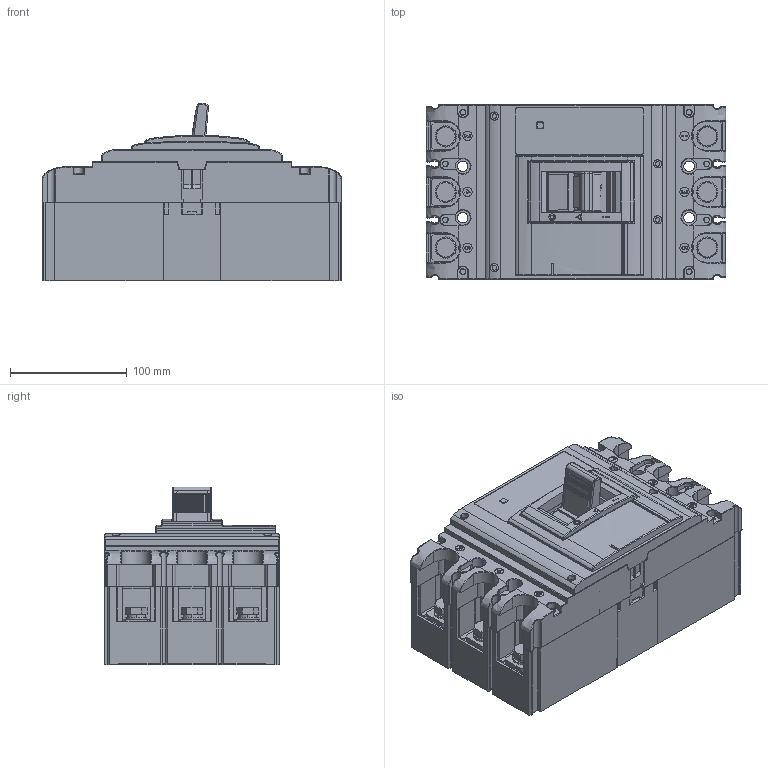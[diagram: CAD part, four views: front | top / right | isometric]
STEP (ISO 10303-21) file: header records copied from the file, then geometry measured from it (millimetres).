
FILE_DESCRIPTION((''),'2;1');
FILE_NAME('TGM1N-630-3P_ASM_ASM','2019-03-15T',('Administrator'),(''),'PRO/ENGINEER BY PARAMETRIC TECHNOLOGY CORPORATION, 2017170','PRO/ENGINEER BY PARAMETRIC TECHNOLOGY CORPORATION, 2017170','');
FILE_SCHEMA(('CONFIG_CONTROL_DESIGN'));
Products named in the file (39): 8TZD-024-1041_3_1; LUOMU_1_1; 5TZD-024-1054_ASM_2_ASM_1_ASM; 8TZD-232-1002_2_1; 8TZD-206-1024_41_1; 5TZD-235-1005_ASM_1_ASM_1_ASM; 6TZD-760-1010-1-2_ASM_21_ASM_1_ASM; 8TZD-253-1025_1_1; 5TZD-253-1014_ASM_5_ASM_1_ASM; 5TZD-552-1040_ASM_4_ASM_1; 8TZD-742-1090_2_1; GB_T6170-M10_2_1; 5TZD-599-1047-1-5_AF0_ASM_9_ASM; 5TZD-599-1053_AF0_ASM_7_ASM_1_ASM; 5TZD-599-1047-1-5_AF1_ASM_9_ASM; 5TZD-599-1053_AF1_ASM_7_ASM_1_ASM; 5TZD-599-1047-1-5_AF2_ASM_9_ASM; 5TZD-599-1053_AF2_ASM_7_ASM_1_ASM; 8TZD-742-1082_1_1; 8TZD-742-1177_4_1; GB_T9074_4-M4X18_6_1; GB_T9074_4-M4X20_6_1; GB_T9074_4-M5X45_6_1; GB_T9074_4-M4X8_6_1; GB_T9074_4-M4X14_6_1; 8TZD-742-1118_3_1; 8TZD-253-1030_2_1; 8TZD_315_3110_6_1; MANIFOLD_SOLID_BREP_96267_4_1; 8TZD_315_3113_1_ASM_4_ASM_1_ASM; 2TZD-256-1026_ASM_19_ASM_1_ASM; 8TZD_253_6003_10; 8TZD_552_6012_4; 8TZD_585_1483_3; GB_T848-10_4_1; GB_T93-10_4_1; GB_T5781-M10X35_4_1; TGM1N-400-3P_ASM_1_ASM; TGM1N-630-3P_ASM_ASM
Assembly tree (95 placements, depth 6):
  TGM1N-630-3P_ASM_ASM
    TGM1N-400-3P_ASM_1_ASM
      2TZD-256-1026_ASM_19_ASM_1_ASM
        5TZD-024-1054_ASM_2_ASM_1_ASM
          8TZD-024-1041_3_1
          LUOMU_1_1  x10
        6TZD-760-1010-1-2_ASM_21_ASM_1_ASM
          5TZD-235-1005_ASM_1_ASM_1_ASM
            8TZD-232-1002_2_1
            8TZD-206-1024_41_1
        5TZD-253-1014_ASM_5_ASM_1_ASM
          8TZD-253-1025_1_1
        5TZD-552-1040_ASM_4_ASM_1  x3
        8TZD-742-1090_2_1  x2
        GB_T6170-M10_2_1  x6
        5TZD-599-1053_AF0_ASM_7_ASM_1_ASM
          5TZD-599-1047-1-5_AF0_ASM_9_ASM
        5TZD-599-1053_AF1_ASM_7_ASM_1_ASM
          5TZD-599-1047-1-5_AF1_ASM_9_ASM
        5TZD-599-1053_AF2_ASM_7_ASM_1_ASM
          5TZD-599-1047-1-5_AF2_ASM_9_ASM
        8TZD-742-1082_1_1  x3
        8TZD-742-1177_4_1  x3
        GB_T9074_4-M4X18_6_1  x3
        GB_T9074_4-M4X20_6_1  x6
        GB_T9074_4-M5X45_6_1  x4
        GB_T9074_4-M4X8_6_1  x3
        GB_T9074_4-M4X14_6_1  x6
        8TZD-742-1118_3_1
        8TZD-253-1030_2_1
        8TZD_315_3110_6_1
        8TZD_315_3113_1_ASM_4_ASM_1_ASM
          MANIFOLD_SOLID_BREP_96267_4_1
      8TZD_253_6003_10
      8TZD_552_6012_4  x3
      8TZD_585_1483_3  x3
      GB_T848-10_4_1  x6
      GB_T93-10_4_1  x6
      GB_T5781-M10X35_4_1  x6
Bounding box: 257 x 149.6 x 152.27 mm (x, y, z)
Volume: 3451027.8 mm3; surface area: 701547.8 mm2
Topology: 79 solids, 85 shells, 5389 faces, 14504 edges, 9382 vertices
Faces by surface type: plane 3442, cylinder 1305, cone 210, bspline 158, sphere 136, torus 92, extrusion 46
Entity records: 154412 total; most frequent: CARTESIAN_POINT 40974, ORIENTED_EDGE 24022, DIRECTION 22813, EDGE_CURVE 12011, VECTOR 8639, LINE 8593, VERTEX_POINT 7819, AXIS2_PLACEMENT_3D 7087
